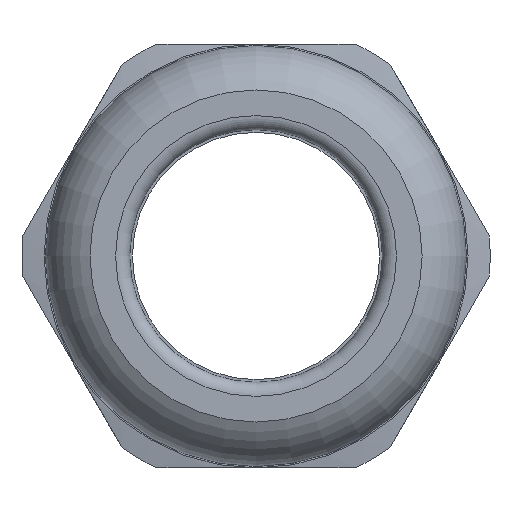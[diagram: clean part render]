
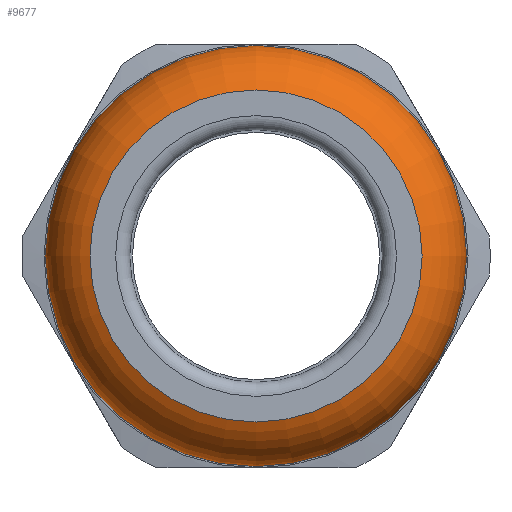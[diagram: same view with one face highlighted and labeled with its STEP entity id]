
A CAD part, left-side view. The second image highlights one B-rep face of the part: STEP entity #9677.
In plain terms, the highlighted toroidal (fillet/blend) face has major radius 7.93 mm and minor radius 4 mm.
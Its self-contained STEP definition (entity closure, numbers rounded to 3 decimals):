
#62=TOROIDAL_SURFACE('',#10569,7.93,4.);
#2553=FACE_BOUND('',#3636,.T.);
#3061=FACE_OUTER_BOUND('',#3635,.T.);
#3635=EDGE_LOOP('',(#9011));
#3636=EDGE_LOOP('',(#9012));
#4004=CIRCLE('',#10524,9.4);
#4027=CIRCLE('',#10570,11.9);
#4926=VERTEX_POINT('',#16388);
#4963=VERTEX_POINT('',#16555);
#6288=EDGE_CURVE('',#4926,#4926,#4004,.T.);
#6347=EDGE_CURVE('',#4963,#4963,#4027,.T.);
#9011=ORIENTED_EDGE('',*,*,#6347,.F.);
#9012=ORIENTED_EDGE('',*,*,#6288,.T.);
#9677=ADVANCED_FACE('',(#3061,#2553),#62,.T.);
#10524=AXIS2_PLACEMENT_3D('',#16389,#13127,#13128);
#10569=AXIS2_PLACEMENT_3D('',#16554,#13229,#13230);
#10570=AXIS2_PLACEMENT_3D('',#16556,#13231,#13232);
#13127=DIRECTION('center_axis',(1.,0.,0.));
#13128=DIRECTION('ref_axis',(0.,0.,-1.));
#13229=DIRECTION('center_axis',(1.,0.,0.));
#13230=DIRECTION('ref_axis',(0.,0.,-1.));
#13231=DIRECTION('center_axis',(1.,0.,0.));
#13232=DIRECTION('ref_axis',(0.,0.,-1.));
#16388=CARTESIAN_POINT('',(0.,9.4,0.));
#16389=CARTESIAN_POINT('Origin',(0.,0.,0.));
#16554=CARTESIAN_POINT('Origin',(3.72,0.,0.));
#16555=CARTESIAN_POINT('',(4.209,11.9,0.));
#16556=CARTESIAN_POINT('Origin',(4.209,0.,0.));
